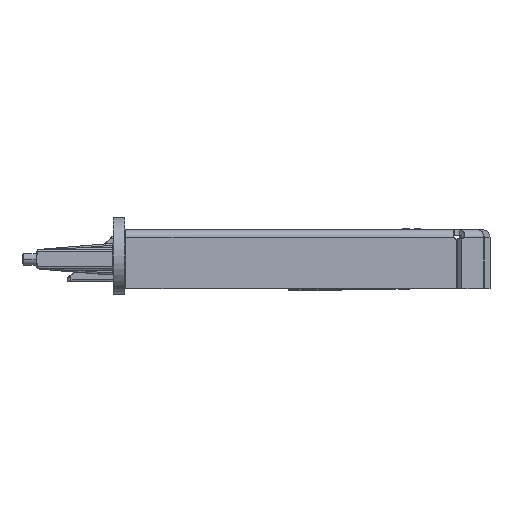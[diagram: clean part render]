
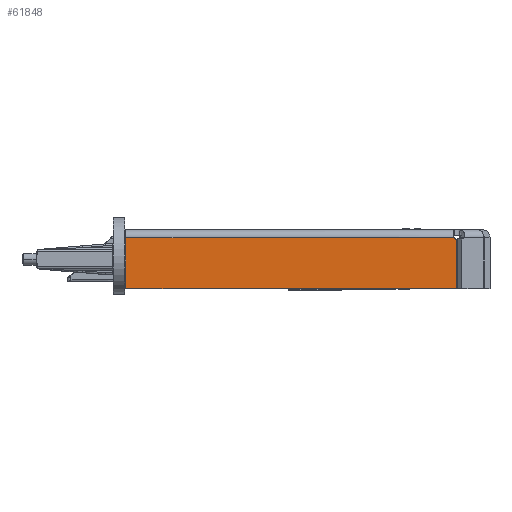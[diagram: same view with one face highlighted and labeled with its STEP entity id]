
A CAD part, front view. The second image highlights one B-rep face of the part: STEP entity #61848.
In plain terms, the highlighted planar face has unit normal (0, -1, 0).
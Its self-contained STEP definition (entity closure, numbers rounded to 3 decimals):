
#56883=DIRECTION('',(1.,0.,0.));
#56884=VECTOR('',#56883,85.368);
#56885=CARTESIAN_POINT('',(-61.8,-101.9,-0.5));
#56886=LINE('',#56885,#56884);
#56913=CARTESIAN_POINT('',(24.623,-101.9,0.171));
#56914=DIRECTION('',(0.,1.,0.));
#56915=DIRECTION('',(-0.419,0.,-0.908));
#56916=AXIS2_PLACEMENT_3D('',#56913,#56914,#56915);
#56921=DIRECTION('',(0.,0.,1.));
#56922=VECTOR('',#56921,12.8);
#56923=CARTESIAN_POINT('',(24.1,-101.9,-13.765));
#56924=LINE('',#56923,#56922);
#56928=DIRECTION('',(1.,0.,0.));
#56929=VECTOR('',#56928,85.9);
#56930=CARTESIAN_POINT('',(-61.8,-101.9,-13.765));
#56931=LINE('',#56930,#56929);
#56935=DIRECTION('',(0.,0.,-1.));
#56936=VECTOR('',#56935,13.265);
#56937=CARTESIAN_POINT('',(-61.8,-101.9,-0.5));
#56938=LINE('',#56937,#56936);
#61075=CARTESIAN_POINT('',(-61.8,-101.9,-13.765));
#61077=VERTEX_POINT('',#61075);
#61219=CARTESIAN_POINT('',(24.1,-101.9,-13.765));
#61220=VERTEX_POINT('',#61219);
#61245=CARTESIAN_POINT('',(24.1,-101.9,-0.965));
#61246=VERTEX_POINT('',#61245);
#61341=CARTESIAN_POINT('',(-61.8,-101.9,-0.5));
#61342=VERTEX_POINT('',#61341);
#61345=CARTESIAN_POINT('',(23.568,-101.9,-0.5));
#61346=VERTEX_POINT('',#61345);
#61833=CARTESIAN_POINT('',(0.,-101.9,100.935));
#61834=DIRECTION('',(0.,-1.,0.));
#61835=DIRECTION('',(1.,0.,0.));
#61836=AXIS2_PLACEMENT_3D('',#61833,#61834,#61835);
#61837=PLANE('',#61836);
#61838=ORIENTED_EDGE('',*,*,#61823,.T.);
#61839=ORIENTED_EDGE('',*,*,#61766,.F.);
#61841=ORIENTED_EDGE('',*,*,#61840,.F.);
#61843=ORIENTED_EDGE('',*,*,#61842,.F.);
#61845=ORIENTED_EDGE('',*,*,#61844,.F.);
#61846=EDGE_LOOP('',(#61838,#61839,#61841,#61843,#61845));
#61847=FACE_OUTER_BOUND('',#61846,.F.);
#56917=CIRCLE('',#56916,1.25);
#61766=EDGE_CURVE('',#61246,#61346,#56917,.T.);
#61823=EDGE_CURVE('',#61342,#61346,#56886,.T.);
#61840=EDGE_CURVE('',#61220,#61246,#56924,.T.);
#61842=EDGE_CURVE('',#61077,#61220,#56931,.T.);
#61844=EDGE_CURVE('',#61342,#61077,#56938,.T.);
#61848=ADVANCED_FACE('',(#61847),#61837,.T.);
